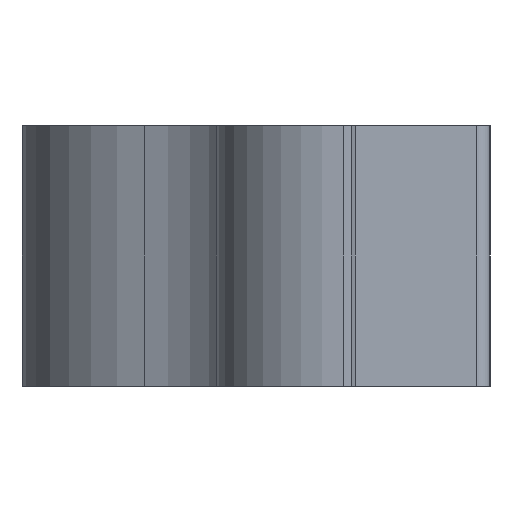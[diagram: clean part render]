
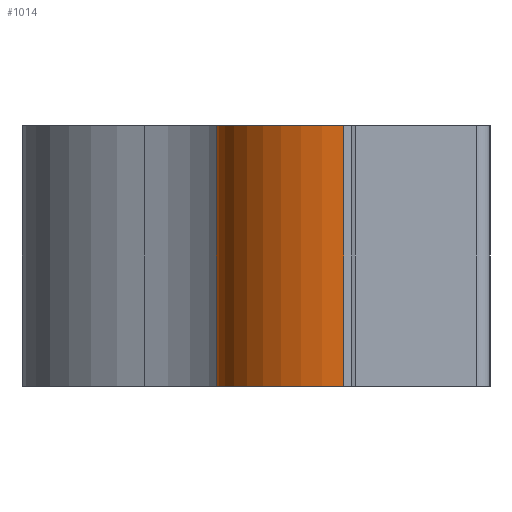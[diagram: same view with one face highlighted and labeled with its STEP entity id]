
A CAD part, left-side view. The second image highlights one B-rep face of the part: STEP entity #1014.
In plain terms, the highlighted cylindrical face has radius 9.767 mm (diameter 19.535 mm), a partial arc.
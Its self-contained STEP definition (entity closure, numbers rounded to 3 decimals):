
#114 = CARTESIAN_POINT ( 'NONE',  ( -45.17, -10.943, 20. ) ) ;
#118 = CIRCLE ( 'NONE', #1304, 9.767 ) ;
#181 = ORIENTED_EDGE ( 'NONE', *, *, #384, .T. ) ;
#199 = ORIENTED_EDGE ( 'NONE', *, *, #421, .T. ) ;
#223 = CARTESIAN_POINT ( 'NONE',  ( -45.17, -10.943, 20. ) ) ;
#261 = EDGE_LOOP ( 'NONE', ( #371, #1162, #181, #199 ) ) ;
#345 = DIRECTION ( 'NONE',  ( 1., 0., 0. ) ) ;
#363 = CARTESIAN_POINT ( 'NONE',  ( -45.17, -10.943, 0. ) ) ;
#371 = ORIENTED_EDGE ( 'NONE', *, *, #1588, .F. ) ;
#384 = EDGE_CURVE ( 'NONE', #607, #996, #730, .T. ) ;
#421 = EDGE_CURVE ( 'NONE', #996, #1348, #118, .T. ) ;
#426 = DIRECTION ( 'NONE',  ( 1., 0., 0. ) ) ;
#446 = DIRECTION ( 'NONE',  ( 0., 0., -1. ) ) ;
#473 = DIRECTION ( 'NONE',  ( -1., 0., 0. ) ) ;
#589 = LINE ( 'NONE', #949, #1580 ) ;
#599 = CARTESIAN_POINT ( 'NONE',  ( -37.898, -4.422, 20. ) ) ;
#607 = VERTEX_POINT ( 'NONE', #868 ) ;
#624 = CARTESIAN_POINT ( 'NONE',  ( -37.898, -4.422, 0. ) ) ;
#644 = AXIS2_PLACEMENT_3D ( 'NONE', #223, #1613, #473 ) ;
#730 = LINE ( 'NONE', #599, #1547 ) ;
#863 = AXIS2_PLACEMENT_3D ( 'NONE', #114, #1562, #426 ) ;
#868 = CARTESIAN_POINT ( 'NONE',  ( -37.898, -4.422, 20. ) ) ;
#949 = CARTESIAN_POINT ( 'NONE',  ( -54.937, -10.943, 20. ) ) ;
#977 = CARTESIAN_POINT ( 'NONE',  ( -54.937, -10.943, 20. ) ) ;
#996 = VERTEX_POINT ( 'NONE', #624 ) ;
#1014 = ADVANCED_FACE ( 'NONE', ( #1345 ), #1604, .T. ) ;
#1017 = CIRCLE ( 'NONE', #863, 9.767 ) ;
#1090 = DIRECTION ( 'NONE',  ( 0., 0., -1. ) ) ;
#1162 = ORIENTED_EDGE ( 'NONE', *, *, #1556, .F. ) ;
#1223 = CARTESIAN_POINT ( 'NONE',  ( -54.937, -10.943, 0. ) ) ;
#1304 = AXIS2_PLACEMENT_3D ( 'NONE', #363, #1479, #345 ) ;
#1345 = FACE_OUTER_BOUND ( 'NONE', #261, .T. ) ;
#1348 = VERTEX_POINT ( 'NONE', #1223 ) ;
#1376 = VERTEX_POINT ( 'NONE', #977 ) ;
#1479 = DIRECTION ( 'NONE',  ( 0., 0., 1. ) ) ;
#1547 = VECTOR ( 'NONE', #1090, 1000. ) ;
#1556 = EDGE_CURVE ( 'NONE', #607, #1376, #1017, .T. ) ;
#1562 = DIRECTION ( 'NONE',  ( 0., 0., 1. ) ) ;
#1580 = VECTOR ( 'NONE', #446, 1000. ) ;
#1588 = EDGE_CURVE ( 'NONE', #1376, #1348, #589, .T. ) ;
#1604 = CYLINDRICAL_SURFACE ( 'NONE', #644, 9.767 ) ;
#1613 = DIRECTION ( 'NONE',  ( 0., 0., -1. ) ) ;
